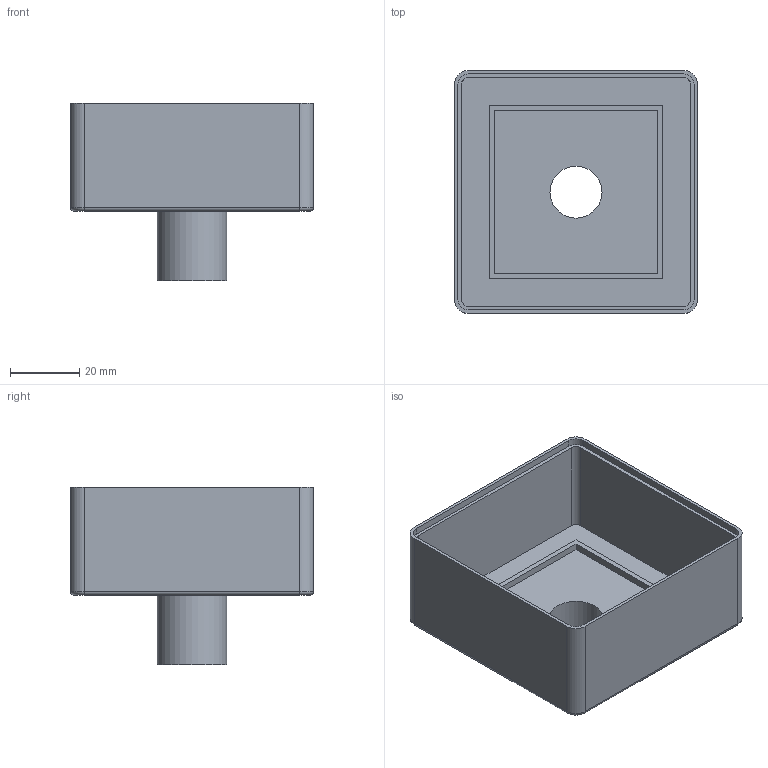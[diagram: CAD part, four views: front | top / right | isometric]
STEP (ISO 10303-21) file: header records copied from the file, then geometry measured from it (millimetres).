
FILE_DESCRIPTION(/* description */ (''),/* implementation_level */ '2;1');
FILE_NAME(/* name */ 'Bottom case.step',/* time_stamp */ '2020-03-24T17:28:05+01:00',/* author */ (''),/* organization */ (''),/* preprocessor_version */ 'ST-DEVELOPER v18',/* originating_system */ 'Autodesk Translation Framework v8.12.0.6',/* authorisation */ '');
FILE_SCHEMA (('AUTOMOTIVE_DESIGN { 1 0 10303 214 3 1 1 }'));
Length unit declared in the file: millimetre
Products named in the file (1): Bottom case
Bounding box: 70 x 70 x 51 mm (x, y, z)
Volume: 26130.5 mm3; surface area: 29871.8 mm2
Topology: 2 solids, 2 shells, 59 faces, 142 edges, 92 vertices
Faces by surface type: plane 37, cylinder 18, torus 4
Full cylindrical faces by diameter (mm): 15.01 x1, 20 x1
Entity records: 1752 total; most frequent: DIRECTION 302, CARTESIAN_POINT 294, ORIENTED_EDGE 284, EDGE_CURVE 142, LINE 102, VECTOR 102, AXIS2_PLACEMENT_3D 100, VERTEX_POINT 92
